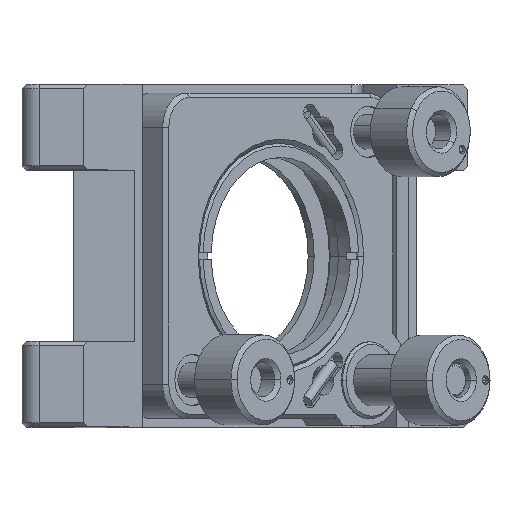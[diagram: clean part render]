
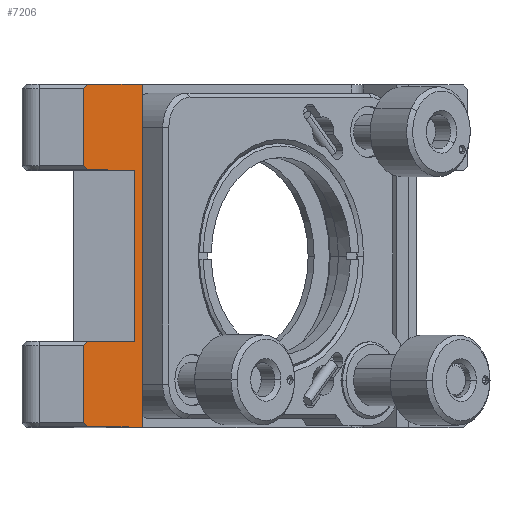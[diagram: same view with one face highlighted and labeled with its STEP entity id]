
A CAD part, top view. The second image highlights one B-rep face of the part: STEP entity #7206.
In plain terms, the highlighted planar face has unit normal (0.707, 0, 0.707).
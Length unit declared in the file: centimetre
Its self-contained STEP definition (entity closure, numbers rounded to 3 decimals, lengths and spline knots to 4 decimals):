
#17 = VERTEX_POINT ( 'NONE', #4321 ) ;
#45 = EDGE_CURVE ( 'NONE', #221, #17, #4374, .T. ) ;
#53 = EDGE_CURVE ( 'NONE', #17, #153, #4380, .T. ) ;
#116 = EDGE_CURVE ( 'NONE', #153, #130, #4479, .T. ) ;
#130 = VERTEX_POINT ( 'NONE', #4509 ) ;
#135 = VERTEX_POINT ( 'NONE', #4518 ) ;
#139 = EDGE_CURVE ( 'NONE', #140, #130, #4554, .T. ) ;
#140 = VERTEX_POINT ( 'NONE', #4559 ) ;
#144 = EDGE_CURVE ( 'NONE', #140, #135, #4506, .T. ) ;
#153 = VERTEX_POINT ( 'NONE', #4591 ) ;
#221 = VERTEX_POINT ( 'NONE', #4655 ) ;
#230 = EDGE_CURVE ( 'NONE', #221, #3655, #4694, .T. ) ;
#3640 = VERTEX_POINT ( 'NONE', #11256 ) ;
#3655 = VERTEX_POINT ( 'NONE', #11338 ) ;
#3657 = EDGE_CURVE ( 'NONE', #3640, #3655, #11333, .T. ) ;
#4321 = CARTESIAN_POINT ( 'NONE',  ( -0.9646, 2.1457, 51.4072 ) ) ;
#4356 = DIRECTION ( 'NONE',  ( 0., -1., 0. ) ) ;
#4357 = VECTOR ( 'NONE', #4356, 100. ) ;
#4364 = CARTESIAN_POINT ( 'NONE',  ( -0.9646, 1.1957, 51.4072 ) ) ;
#4371 = DIRECTION ( 'NONE',  ( -0.577, -0.577, 0.577 ) ) ;
#4372 = VECTOR ( 'NONE', #4371, 100. ) ;
#4373 = CARTESIAN_POINT ( 'NONE',  ( -0.9703, 2.1399, 51.4129 ) ) ;
#4374 = LINE ( 'NONE', #4373, #4372 ) ;
#4380 = LINE ( 'NONE', #4364, #4357 ) ;
#4477 = VECTOR ( 'NONE', #4532, 100. ) ;
#4478 = CARTESIAN_POINT ( 'NONE',  ( -1.2036, 1.4847, 51.6462 ) ) ;
#4479 = LINE ( 'NONE', #4478, #4477 ) ;
#4506 = LINE ( 'NONE', #4549, #4547 ) ;
#4509 = CARTESIAN_POINT ( 'NONE',  ( -0.9146, 1.1957, 51.3572 ) ) ;
#4518 = CARTESIAN_POINT ( 'NONE',  ( -0.3646, -0.8043, 50.8072 ) ) ;
#4532 = DIRECTION ( 'NONE',  ( 0.577, -0.577, -0.577 ) ) ;
#4546 = DIRECTION ( 'NONE',  ( 0., -1., 0. ) ) ;
#4547 = VECTOR ( 'NONE', #4546, 100. ) ;
#4549 = CARTESIAN_POINT ( 'NONE',  ( -0.3646, -1.8043, 50.8072 ) ) ;
#4551 = DIRECTION ( 'NONE',  ( -0.707, 0., 0.707 ) ) ;
#4552 = VECTOR ( 'NONE', #4551, 100. ) ;
#4553 = CARTESIAN_POINT ( 'NONE',  ( -0.8826, 1.1957, 51.3253 ) ) ;
#4554 = LINE ( 'NONE', #4553, #4552 ) ;
#4559 = CARTESIAN_POINT ( 'NONE',  ( -0.3646, 1.1957, 50.8072 ) ) ;
#4591 = CARTESIAN_POINT ( 'NONE',  ( -0.9646, 1.2457, 51.4072 ) ) ;
#4655 = CARTESIAN_POINT ( 'NONE',  ( -0.9146, 2.1957, 51.3572 ) ) ;
#4691 = DIRECTION ( 'NONE',  ( 0.707, 0., -0.707 ) ) ;
#4692 = VECTOR ( 'NONE', #4691, 100. ) ;
#4693 = CARTESIAN_POINT ( 'NONE',  ( -0.7231, 2.1957, 51.1658 ) ) ;
#4694 = LINE ( 'NONE', #4693, #4692 ) ;
#6918 = ORIENTED_EDGE ( 'NONE', *, *, #230, .F. ) ;
#6942 = ORIENTED_EDGE ( 'NONE', *, *, #53, .T. ) ;
#6955 = ORIENTED_EDGE ( 'NONE', *, *, #116, .T. ) ;
#6968 = ORIENTED_EDGE ( 'NONE', *, *, #7108, .F. ) ;
#7108 = EDGE_CURVE ( 'NONE', #3640, #8465, #12424, .T. ) ;
#7152 = ORIENTED_EDGE ( 'NONE', *, *, #3657, .T. ) ;
#7186 = EDGE_CURVE ( 'NONE', #8473, #8465, #12410, .T. ) ;
#7206 = ADVANCED_FACE ( 'NONE', ( #12422 ), #12369, .F. ) ;
#7425 = ORIENTED_EDGE ( 'NONE', *, *, #144, .T. ) ;
#7436 = ORIENTED_EDGE ( 'NONE', *, *, #8397, .T. ) ;
#7683 = ORIENTED_EDGE ( 'NONE', *, *, #8362, .F. ) ;
#8332 = ORIENTED_EDGE ( 'NONE', *, *, #139, .F. ) ;
#8333 = ORIENTED_EDGE ( 'NONE', *, *, #45, .T. ) ;
#8334 = EDGE_LOOP ( 'NONE', ( #8458, #8338, #6968, #7152, #6918, #8333, #6942, #6955, #8332, #7425, #7683, #7436 ) ) ;
#8338 = ORIENTED_EDGE ( 'NONE', *, *, #7186, .T. ) ;
#8357 = VERTEX_POINT ( 'NONE', #12797 ) ;
#8362 = EDGE_CURVE ( 'NONE', #8369, #135, #12834, .T. ) ;
#8369 = VERTEX_POINT ( 'NONE', #12880 ) ;
#8397 = EDGE_CURVE ( 'NONE', #8369, #8357, #12923, .T. ) ;
#8431 = EDGE_CURVE ( 'NONE', #8473, #8357, #12955, .T. ) ;
#8458 = ORIENTED_EDGE ( 'NONE', *, *, #8431, .F. ) ;
#8465 = VERTEX_POINT ( 'NONE', #12994 ) ;
#8473 = VERTEX_POINT ( 'NONE', #13024 ) ;
#11256 = CARTESIAN_POINT ( 'NONE',  ( -0.2788, -1.8043, 50.7214 ) ) ;
#11329 = DIRECTION ( 'NONE',  ( 0., 1., 0. ) ) ;
#11330 = VECTOR ( 'NONE', #11329, 100. ) ;
#11333 = LINE ( 'NONE', #11337, #11330 ) ;
#11337 = CARTESIAN_POINT ( 'NONE',  ( -0.2788, -2.9867, 50.7214 ) ) ;
#11338 = CARTESIAN_POINT ( 'NONE',  ( -0.2788, 2.1957, 50.7214 ) ) ;
#12369 = PLANE ( 'NONE',  #12411 ) ;
#12401 = DIRECTION ( 'NONE',  ( -0.707, 0., 0.707 ) ) ;
#12402 = DIRECTION ( 'NONE',  ( -0.707, 0., -0.707 ) ) ;
#12407 = DIRECTION ( 'NONE',  ( 0.577, -0.577, -0.577 ) ) ;
#12408 = VECTOR ( 'NONE', #12407, 100. ) ;
#12409 = CARTESIAN_POINT ( 'NONE',  ( -1.2036, -1.5153, 51.6462 ) ) ;
#12410 = LINE ( 'NONE', #12409, #12408 ) ;
#12411 = AXIS2_PLACEMENT_3D ( 'NONE', #12413, #12402, #12401 ) ;
#12413 = CARTESIAN_POINT ( 'NONE',  ( -1.8415, -2.9867, 52.2841 ) ) ;
#12414 = DIRECTION ( 'NONE',  ( -0.707, 0., 0.707 ) ) ;
#12415 = VECTOR ( 'NONE', #12414, 100. ) ;
#12416 = CARTESIAN_POINT ( 'NONE',  ( -0.7231, -1.8043, 51.1658 ) ) ;
#12422 = FACE_OUTER_BOUND ( 'NONE', #8334, .T. ) ;
#12424 = LINE ( 'NONE', #12416, #12415 ) ;
#12797 = CARTESIAN_POINT ( 'NONE',  ( -0.9646, -0.8543, 51.4072 ) ) ;
#12828 = DIRECTION ( 'NONE',  ( 0.707, 0., -0.707 ) ) ;
#12829 = VECTOR ( 'NONE', #12828, 100. ) ;
#12830 = CARTESIAN_POINT ( 'NONE',  ( -0.8826, -0.8043, 51.3253 ) ) ;
#12834 = LINE ( 'NONE', #12830, #12829 ) ;
#12880 = CARTESIAN_POINT ( 'NONE',  ( -0.9146, -0.8043, 51.3572 ) ) ;
#12920 = DIRECTION ( 'NONE',  ( -0.577, -0.577, 0.577 ) ) ;
#12921 = VECTOR ( 'NONE', #12920, 100. ) ;
#12922 = CARTESIAN_POINT ( 'NONE',  ( -0.8766, -0.7664, 51.3192 ) ) ;
#12923 = LINE ( 'NONE', #12922, #12921 ) ;
#12955 = LINE ( 'NONE', #12980, #12979 ) ;
#12978 = DIRECTION ( 'NONE',  ( 0., 1., 0. ) ) ;
#12979 = VECTOR ( 'NONE', #12978, 100. ) ;
#12980 = CARTESIAN_POINT ( 'NONE',  ( -0.9646, -0.8043, 51.4072 ) ) ;
#12994 = CARTESIAN_POINT ( 'NONE',  ( -0.9146, -1.8043, 51.3572 ) ) ;
#13024 = CARTESIAN_POINT ( 'NONE',  ( -0.9646, -1.7543, 51.4072 ) ) ;
